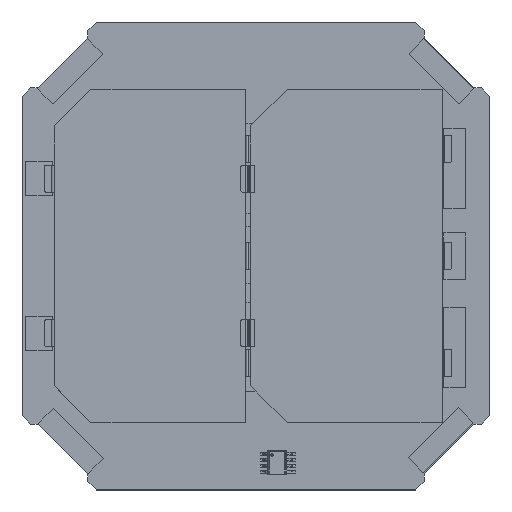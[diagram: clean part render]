
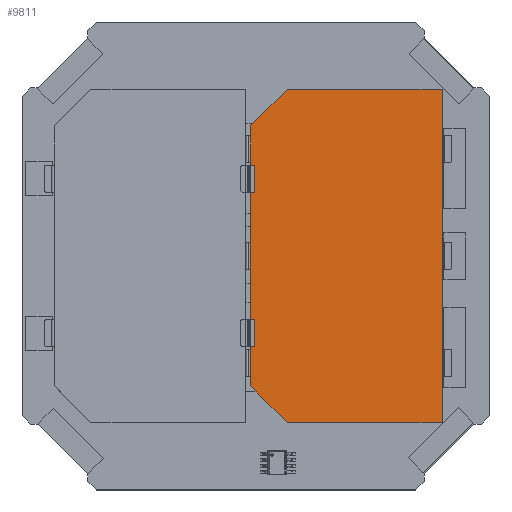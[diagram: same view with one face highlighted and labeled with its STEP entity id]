
A CAD part, top view. The second image highlights one B-rep face of the part: STEP entity #9811.
In plain terms, the highlighted face is planar.
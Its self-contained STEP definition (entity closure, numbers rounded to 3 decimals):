
#944 = CARTESIAN_POINT ( 'NONE',  ( -34.55, 0., -32.08 ) ) ;
#945 = DIRECTION ( 'NONE',  ( 0., 0., 1. ) ) ;
#953 = CARTESIAN_POINT ( 'NONE',  ( -34.55, 0., 0. ) ) ;
#967 = CARTESIAN_POINT ( 'NONE',  ( 34.55, 0., 0. ) ) ;
#968 = DIRECTION ( 'NONE',  ( 1., 0., 0. ) ) ;
#973 = CARTESIAN_POINT ( 'NONE',  ( 34.55, 0., -32.08 ) ) ;
#974 = DIRECTION ( 'NONE',  ( 0., 0., -1. ) ) ;
#981 = DIRECTION ( 'NONE',  ( -0.707, 0., -0.707 ) ) ;
#984 = CARTESIAN_POINT ( 'NONE',  ( 26.93, 0., -39.7 ) ) ;
#988 = DIRECTION ( 'NONE',  ( -1., 0., 0. ) ) ;
#1008 = CARTESIAN_POINT ( 'NONE',  ( -34.55, 0., -32.08 ) ) ;
#1053 = CARTESIAN_POINT ( 'NONE',  ( -34.55, 0., 0. ) ) ;
#1057 = CARTESIAN_POINT ( 'NONE',  ( 26.93, 0., -39.7 ) ) ;
#1099 = CARTESIAN_POINT ( 'NONE',  ( 34.55, 0., 0. ) ) ;
#1180 = CARTESIAN_POINT ( 'NONE',  ( 34.55, 0., -32.08 ) ) ;
#1207 = CARTESIAN_POINT ( 'NONE',  ( -26.93, 0., -39.7 ) ) ;
#1208 = DIRECTION ( 'NONE',  ( -0.707, 0., 0.707 ) ) ;
#5214 = VERTEX_POINT ( 'NONE', #17822 ) ;
#5626 = EDGE_LOOP ( 'NONE', ( #20804, #20805, #20806, #20807, #20808, #20809 ) ) ;
#9811 = ADVANCED_FACE ( 'NONE', ( #11770 ), #24756, .F. ) ;
#11537 = EDGE_CURVE ( 'NONE', #14302, #14347, #16393, .T. ) ;
#11547 = EDGE_CURVE ( 'NONE', #14347, #14577, #16390, .T. ) ;
#11550 = EDGE_CURVE ( 'NONE', #14577, #14658, #16396, .T. ) ;
#11553 = EDGE_CURVE ( 'NONE', #14658, #14351, #16400, .T. ) ;
#11556 = EDGE_CURVE ( 'NONE', #14351, #5214, #16426, .T. ) ;
#11770 = FACE_OUTER_BOUND ( 'NONE', #5626, .T. ) ;
#14302 = VERTEX_POINT ( 'NONE', #1008 ) ;
#14347 = VERTEX_POINT ( 'NONE', #1053 ) ;
#14351 = VERTEX_POINT ( 'NONE', #1057 ) ;
#14577 = VERTEX_POINT ( 'NONE', #1099 ) ;
#14658 = VERTEX_POINT ( 'NONE', #1180 ) ;
#16390 = LINE ( 'NONE', #953, #16413 ) ;
#16393 = LINE ( 'NONE', #944, #16394 ) ;
#16394 = VECTOR ( 'NONE', #945, 1000. ) ;
#16396 = LINE ( 'NONE', #967, #16419 ) ;
#16400 = LINE ( 'NONE', #973, #16425 ) ;
#16413 = VECTOR ( 'NONE', #968, 1000. ) ;
#16419 = VECTOR ( 'NONE', #974, 1000. ) ;
#16425 = VECTOR ( 'NONE', #981, 1000. ) ;
#16426 = LINE ( 'NONE', #984, #16430 ) ;
#16430 = VECTOR ( 'NONE', #988, 1000. ) ;
#16435 = LINE ( 'NONE', #1207, #16436 ) ;
#16436 = VECTOR ( 'NONE', #1208, 1000. ) ;
#17822 = CARTESIAN_POINT ( 'NONE',  ( -26.93, 0., -39.7 ) ) ;
#20804 = ORIENTED_EDGE ( 'NONE', *, *, #11537, .F. ) ;
#20805 = ORIENTED_EDGE ( 'NONE', *, *, #22611, .F. ) ;
#20806 = ORIENTED_EDGE ( 'NONE', *, *, #11556, .F. ) ;
#20807 = ORIENTED_EDGE ( 'NONE', *, *, #11553, .F. ) ;
#20808 = ORIENTED_EDGE ( 'NONE', *, *, #11550, .F. ) ;
#20809 = ORIENTED_EDGE ( 'NONE', *, *, #11547, .F. ) ;
#22611 = EDGE_CURVE ( 'NONE', #5214, #14302, #16435, .T. ) ;
#24744 = DIRECTION ( 'NONE',  ( 0., 0., 1. ) ) ;
#24746 = DIRECTION ( 'NONE',  ( 0., 1., 0. ) ) ;
#24756 = PLANE ( 'NONE',  #27392 ) ;
#24766 = CARTESIAN_POINT ( 'NONE',  ( -34.55, 0., 0. ) ) ;
#27392 = AXIS2_PLACEMENT_3D ( 'NONE', #24766, #24746, #24744 ) ;
